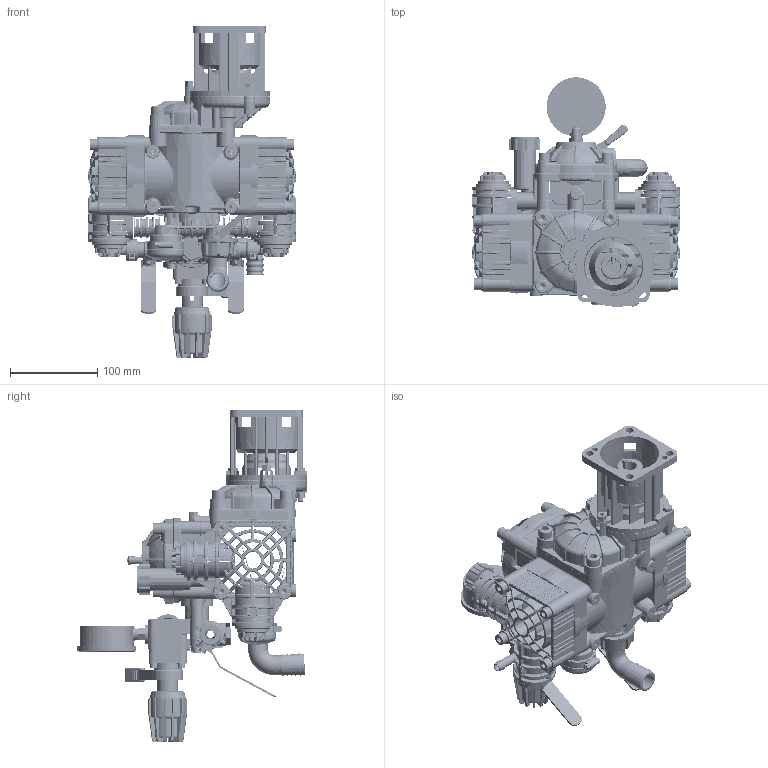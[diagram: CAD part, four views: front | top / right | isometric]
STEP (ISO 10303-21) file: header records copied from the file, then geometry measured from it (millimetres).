
FILE_DESCRIPTION (( 'STEP AP203' ), '1' );
FILE_NAME ('9915-DP302 GRGI.STEP', '2022-05-11T13:06:01', ( 'dell3' ), ( 'Microsoft' ), 'SwSTEP 2.0', 'SolidWorks 2020', '' );
FILE_SCHEMA (( 'CONFIG_CONTROL_DESIGN' ));
Products named in the file (1): 9915-DP302 GRGI
Bounding box: 238.4 x 263.85 x 381.19 mm (x, y, z)
Surface area: 477342 mm2 (no closed solid volume)
Topology: 0 solids, 179 shells, 7177 faces, 25836 edges, 17437 vertices
Faces by surface type: cylinder 2114, plane 1884, bspline 1782, torus 822, cone 502, sphere 73
Entity records: 358305 total; most frequent: CARTESIAN_POINT 170105, ORIENTED_EDGE 39153, DIRECTION 33671, EDGE_CURVE 25662, VERTEX_POINT 17436, AXIS2_PLACEMENT_3D 12997, B_SPLINE_CURVE_WITH_KNOTS 8267, VECTOR 7677
